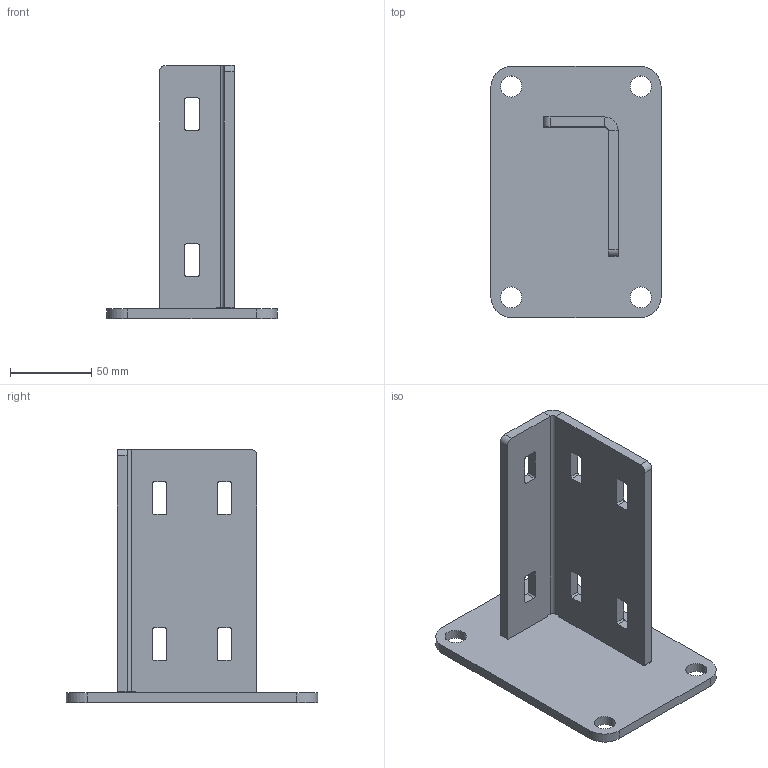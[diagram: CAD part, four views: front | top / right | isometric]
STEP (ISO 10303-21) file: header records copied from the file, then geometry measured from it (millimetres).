
FILE_DESCRIPTION(/* description */ ('STEEL BASE'),/* implementation_level */ '2;1');
FILE_NAME(/* name */ '3842542668.stp',/* time_stamp */ '2026-03-17T09:38:01+01:00',/* author */ ('andreas.svensson'),/* organization */ (''),/* preprocessor_version */ 'ST-DEVELOPER v20.1',/* originating_system */ 'Autodesk Inventor 2026',/* authorisation */ '');
FILE_SCHEMA (('AUTOMOTIVE_DESIGN { 1 0 10303 214 3 1 1 }'));
Length unit declared in the file: millimetre
Products named in the file (1): 3842542668
Bounding box: 105 x 155 x 156 mm (x, y, z)
Volume: 198327.5 mm3; surface area: 74070.7 mm2
Topology: 1 solids, 1 shells, 82 faces, 232 edges, 152 vertices
Faces by surface type: plane 44, cylinder 38
Full cylindrical faces by diameter (mm): 13 x4
Entity records: 2764 total; most frequent: DIRECTION 474, CARTESIAN_POINT 467, ORIENTED_EDGE 464, EDGE_CURVE 232, AXIS2_PLACEMENT_3D 159, LINE 156, VECTOR 156, VERTEX_POINT 152
